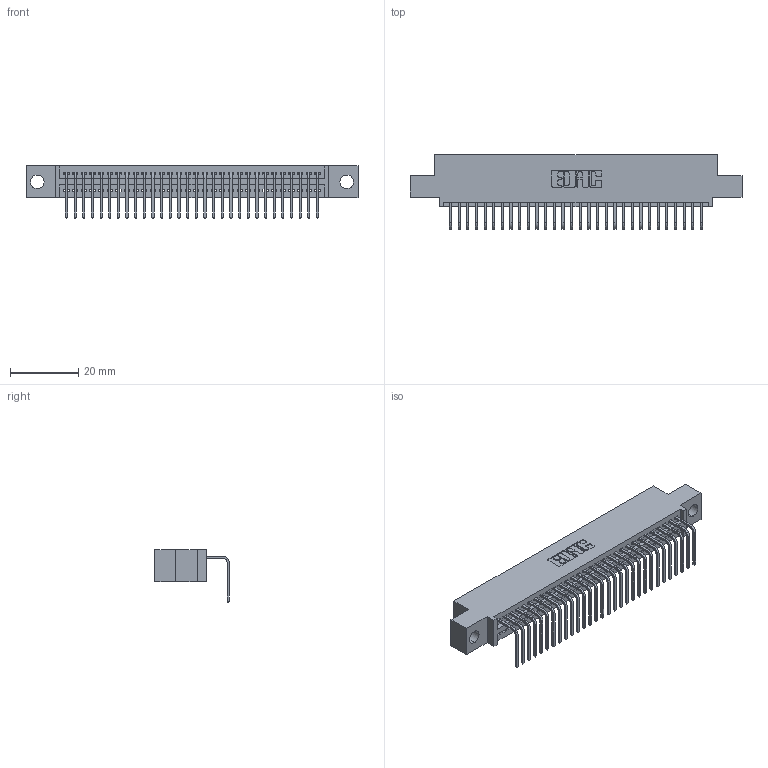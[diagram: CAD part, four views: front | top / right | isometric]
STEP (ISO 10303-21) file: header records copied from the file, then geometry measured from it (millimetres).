
FILE_DESCRIPTION (( 'STEP AP203' ), '1' );
FILE_NAME ('345-030-558-404.STEP', '2021-06-09T16:25:14', ( '' ), ( '' ), 'SwSTEP 2.0', 'SolidWorks 2020', '' );
FILE_SCHEMA (( 'CONFIG_CONTROL_DESIGN' ));
Length unit declared in the file: inch
Products named in the file (3): 345-030-558-404; 345-292-001_558 Tail - 2; 345 Part_0.110 Offset - 0.156 Dia-TI
Assembly tree (31 placements, depth 2):
  345-030-558-404
    345 Part_0.110 Offset - 0.156 Dia-TI
    345-292-001_558 Tail - 2  x30
Bounding box: 97.41 x 21.83 x 15.37 mm (x, y, z)
Volume: 9074.3 mm3; surface area: 12407.6 mm2
Topology: 31 solids, 31 shells, 1944 faces, 5849 edges, 3858 vertices
Faces by surface type: plane 1358, cylinder 586
Entity records: 24829 total; most frequent: CARTESIAN_POINT 4312, ORIENTED_EDGE 4274, DIRECTION 3781, EDGE_CURVE 2137, VECTOR 1885, LINE 1885, VERTEX_POINT 1422, AXIS2_PLACEMENT_3D 948
